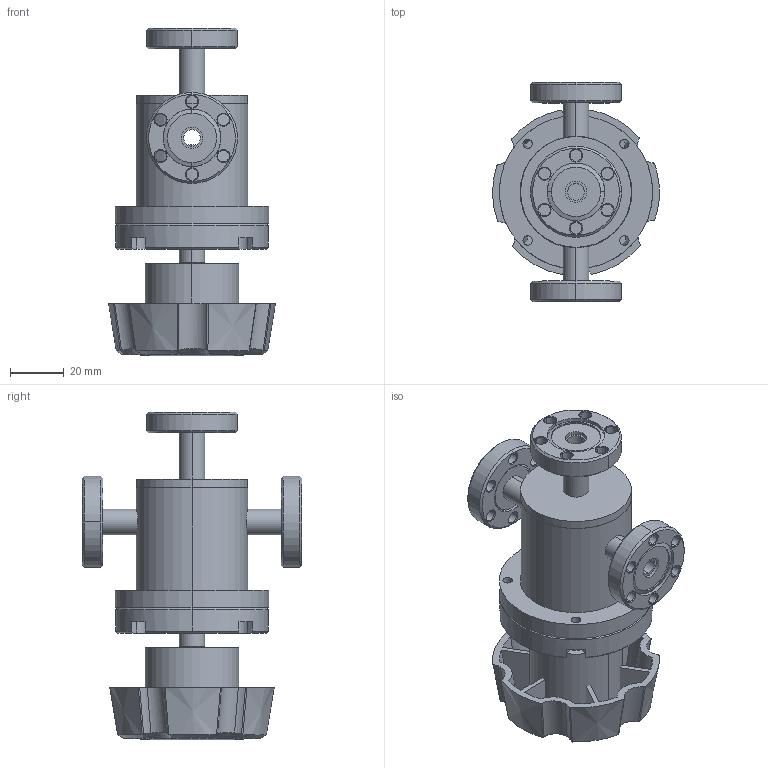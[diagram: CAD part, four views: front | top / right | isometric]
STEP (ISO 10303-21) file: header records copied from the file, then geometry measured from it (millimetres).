
FILE_DESCRIPTION (( 'STEP AP214' ), '1' );
FILE_NAME ('T-3800-H-CF_TEE_VALVE_MANUAL.STEP', '2020-04-18T08:47:25', ( 'admin' ), ( 'Microsoft' ), 'SwSTEP 2.0', 'SolidWorks 2016', '' );
FILE_SCHEMA (( 'AUTOMOTIVE_DESIGN' ));
Length unit declared in the file: inch
Products named in the file (1): T-3800-H-CF_TEE_VALVE_MANUAL
Bounding box: 61.96 x 81.33 x 121.45 mm (x, y, z)
Volume: 100491 mm3; surface area: 68986.7 mm2
Topology: 17 solids, 17 shells, 506 faces, 1273 edges, 826 vertices
Faces by surface type: cylinder 203, cone 172, plane 108, bspline 22, sphere 1
Entity records: 17422 total; most frequent: CARTESIAN_POINT 4821, DIRECTION 2651, ORIENTED_EDGE 2546, EDGE_CURVE 1273, AXIS2_PLACEMENT_3D 1103, VERTEX_POINT 826, CIRCLE 618, EDGE_LOOP 617
